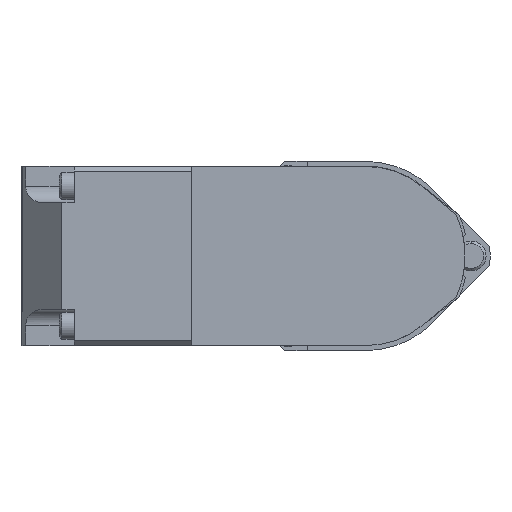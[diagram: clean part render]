
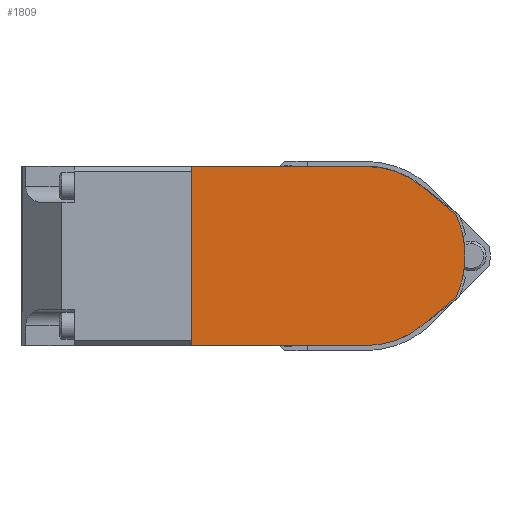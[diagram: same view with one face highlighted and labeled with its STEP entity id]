
A CAD part, left-side view. The second image highlights one B-rep face of the part: STEP entity #1809.
In plain terms, the highlighted planar face has unit normal (-1, 0, 0).
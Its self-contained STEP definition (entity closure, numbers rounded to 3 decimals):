
#97 = VECTOR ( 'NONE', #11998, 1000. ) ;
#265 = ORIENTED_EDGE ( 'NONE', *, *, #8567, .T. ) ;
#372 = ORIENTED_EDGE ( 'NONE', *, *, #10481, .T. ) ;
#519 = CARTESIAN_POINT ( 'NONE',  ( -284., 0., 18. ) ) ;
#920 = VERTEX_POINT ( 'NONE', #5841 ) ;
#1396 = VERTEX_POINT ( 'NONE', #13689 ) ;
#1809 = ADVANCED_FACE ( 'NONE', ( #3852 ), #4797, .T. ) ;
#2403 = CARTESIAN_POINT ( 'NONE',  ( -284., 0., -18. ) ) ;
#2461 = DIRECTION ( 'NONE',  ( 0., 0.766, 0.643 ) ) ;
#2769 = VERTEX_POINT ( 'NONE', #13897 ) ;
#2770 = ORIENTED_EDGE ( 'NONE', *, *, #12840, .T. ) ;
#2774 = CARTESIAN_POINT ( 'NONE',  ( -284., 0., 0. ) ) ;
#2803 = CIRCLE ( 'NONE', #5225, 18. ) ;
#2876 = DIRECTION ( 'NONE',  ( -1., 0., 0. ) ) ;
#3613 = EDGE_CURVE ( 'NONE', #12089, #11307, #5580, .T. ) ;
#3852 = FACE_OUTER_BOUND ( 'NONE', #8801, .T. ) ;
#3951 = DIRECTION ( 'NONE',  ( 0., 0., 1. ) ) ;
#4186 = ORIENTED_EDGE ( 'NONE', *, *, #3613, .T. ) ;
#4282 = ORIENTED_EDGE ( 'NONE', *, *, #9093, .T. ) ;
#4368 = CARTESIAN_POINT ( 'NONE',  ( -284., -18.25, 8.184 ) ) ;
#4797 = PLANE ( 'NONE',  #10941 ) ;
#5184 = CARTESIAN_POINT ( 'NONE',  ( -284., 35., -18. ) ) ;
#5225 = AXIS2_PLACEMENT_3D ( 'NONE', #2774, #10898, #3951 ) ;
#5580 = LINE ( 'NONE', #10457, #11722 ) ;
#5775 = VERTEX_POINT ( 'NONE', #13971 ) ;
#5841 = CARTESIAN_POINT ( 'NONE',  ( -284., -11.57, 13.789 ) ) ;
#5848 = ORIENTED_EDGE ( 'NONE', *, *, #13785, .T. ) ;
#5874 = LINE ( 'NONE', #11100, #8588 ) ;
#5981 = DIRECTION ( 'NONE',  ( -1., 0., 0. ) ) ;
#6253 = CARTESIAN_POINT ( 'NONE',  ( -284., 35., 18. ) ) ;
#6434 = AXIS2_PLACEMENT_3D ( 'NONE', #6883, #15021, #8033 ) ;
#6883 = CARTESIAN_POINT ( 'NONE',  ( -284., 0., 0. ) ) ;
#6978 = CIRCLE ( 'NONE', #6434, 18. ) ;
#7051 = CARTESIAN_POINT ( 'NONE',  ( -284., 35., 18. ) ) ;
#8033 = DIRECTION ( 'NONE',  ( 0., 0., 1. ) ) ;
#8271 = VECTOR ( 'NONE', #2461, 1000. ) ;
#8567 = EDGE_CURVE ( 'NONE', #920, #12089, #2803, .T. ) ;
#8588 = VECTOR ( 'NONE', #13451, 1000. ) ;
#8633 = LINE ( 'NONE', #10573, #8271 ) ;
#8801 = EDGE_LOOP ( 'NONE', ( #5848, #11565, #372, #2770, #265, #4186, #4282, #14630 ) ) ;
#9093 = EDGE_CURVE ( 'NONE', #11307, #2769, #9343, .T. ) ;
#9121 = AXIS2_PLACEMENT_3D ( 'NONE', #9837, #2876, #11003 ) ;
#9343 = LINE ( 'NONE', #6253, #97 ) ;
#9837 = CARTESIAN_POINT ( 'NONE',  ( -284., -0.001, 0. ) ) ;
#10206 = CIRCLE ( 'NONE', #9121, 20. ) ;
#10457 = CARTESIAN_POINT ( 'NONE',  ( -284., 0., 18. ) ) ;
#10481 = EDGE_CURVE ( 'NONE', #1396, #12174, #10206, .T. ) ;
#10573 = CARTESIAN_POINT ( 'NONE',  ( -284., -18.25, 8.184 ) ) ;
#10898 = DIRECTION ( 'NONE',  ( -1., 0., 0. ) ) ;
#10941 = AXIS2_PLACEMENT_3D ( 'NONE', #12848, #5981, #14095 ) ;
#11003 = DIRECTION ( 'NONE',  ( 0., 0., 1. ) ) ;
#11100 = CARTESIAN_POINT ( 'NONE',  ( -284., -11.57, -13.789 ) ) ;
#11307 = VERTEX_POINT ( 'NONE', #7051 ) ;
#11345 = VERTEX_POINT ( 'NONE', #2403 ) ;
#11565 = ORIENTED_EDGE ( 'NONE', *, *, #14463, .T. ) ;
#11617 = DIRECTION ( 'NONE',  ( 0., 1., 0. ) ) ;
#11722 = VECTOR ( 'NONE', #11617, 1000. ) ;
#11998 = DIRECTION ( 'NONE',  ( 0., 0., -1. ) ) ;
#12089 = VERTEX_POINT ( 'NONE', #519 ) ;
#12174 = VERTEX_POINT ( 'NONE', #4368 ) ;
#12308 = EDGE_CURVE ( 'NONE', #2769, #11345, #13348, .T. ) ;
#12840 = EDGE_CURVE ( 'NONE', #12174, #920, #8633, .T. ) ;
#12848 = CARTESIAN_POINT ( 'NONE',  ( -284., 0., 0. ) ) ;
#13272 = DIRECTION ( 'NONE',  ( 0., -1., 0. ) ) ;
#13348 = LINE ( 'NONE', #5184, #14471 ) ;
#13451 = DIRECTION ( 'NONE',  ( 0., -0.766, 0.643 ) ) ;
#13689 = CARTESIAN_POINT ( 'NONE',  ( -284., -18.25, -8.184 ) ) ;
#13785 = EDGE_CURVE ( 'NONE', #11345, #5775, #6978, .T. ) ;
#13897 = CARTESIAN_POINT ( 'NONE',  ( -284., 35., -18. ) ) ;
#13971 = CARTESIAN_POINT ( 'NONE',  ( -284., -11.57, -13.789 ) ) ;
#14095 = DIRECTION ( 'NONE',  ( 0., 0., 1. ) ) ;
#14463 = EDGE_CURVE ( 'NONE', #5775, #1396, #5874, .T. ) ;
#14471 = VECTOR ( 'NONE', #13272, 1000. ) ;
#14630 = ORIENTED_EDGE ( 'NONE', *, *, #12308, .T. ) ;
#15021 = DIRECTION ( 'NONE',  ( -1., 0., 0. ) ) ;
